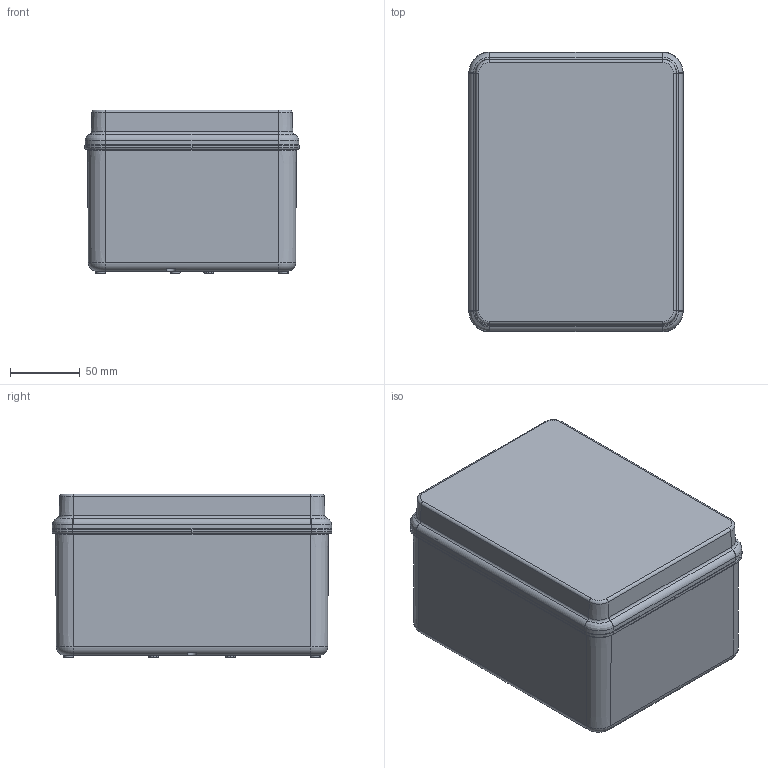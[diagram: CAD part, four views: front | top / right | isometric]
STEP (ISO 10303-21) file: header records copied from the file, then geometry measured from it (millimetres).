
FILE_DESCRIPTION((''),'2;1');
FILE_NAME('GW44117_ASM','2020-10-09T10:45:20',('user'),('Axiro Italia'),'CREO PARAMETRIC BY PTC INC, 2020074','CREO PARAMETRIC BY PTC INC, 2020074','');
FILE_SCHEMA(('CONFIG_CONTROL_DESIGN'));
Length unit declared in the file: millimetre
Products named in the file (3): 55916332CXXX_FONDO_ALTO_CASS_IP; 55910269H3X1_TAB_COPERCHIO_190X; GW44117_ASM
Assembly tree (2 placements, depth 2):
  GW44117_ASM
    55916332CXXX_FONDO_ALTO_CASS_IP
    55910269H3X1_TAB_COPERCHIO_190X
Bounding box: 153.6 x 200.6 x 117.5 mm (x, y, z)
Volume: 538769.3 mm3; surface area: 288225.7 mm2
Topology: 2 solids, 2 shells, 621 faces, 1636 edges, 1043 vertices
Faces by surface type: plane 367, cone 132, cylinder 62, bspline 32, torus 28
Entity records: 21259 total; most frequent: CARTESIAN_POINT 5846, ORIENTED_EDGE 3272, DIRECTION 3121, EDGE_CURVE 1636, VECTOR 1089, LINE 1089, VERTEX_POINT 1043, AXIS2_PLACEMENT_3D 1016
